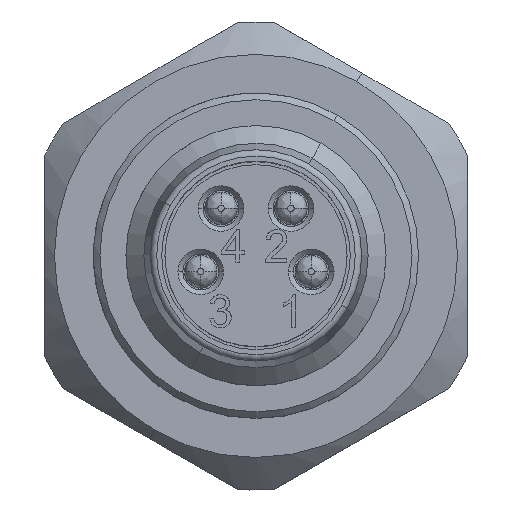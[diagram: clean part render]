
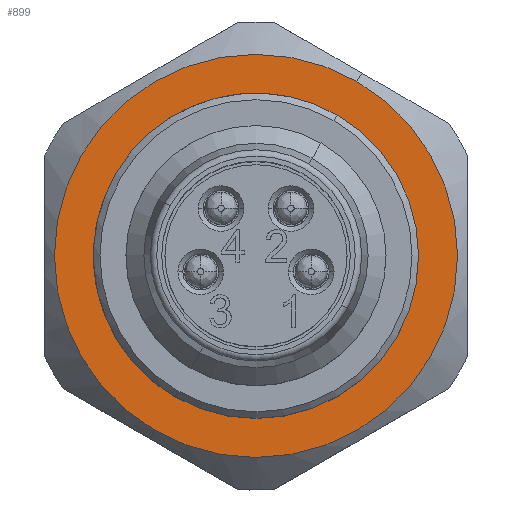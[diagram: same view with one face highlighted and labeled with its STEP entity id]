
A CAD part, top view. The second image highlights one B-rep face of the part: STEP entity #899.
In plain terms, the highlighted planar face has unit normal (0, 0, 1).
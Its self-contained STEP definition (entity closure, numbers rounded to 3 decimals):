
#760=AXIS2_PLACEMENT_3D('Circle Axis2P3D',#758,#759,$) ;
#790=AXIS2_PLACEMENT_3D('Circle Axis2P3D',#788,#789,$) ;
#875=AXIS2_PLACEMENT_3D('Plane Axis2P3D',#872,#873,#874) ;
#883=AXIS2_PLACEMENT_3D('Circle Axis2P3D',#881,#882,$) ;
#892=AXIS2_PLACEMENT_3D('Circle Axis2P3D',#890,#891,$) ;
#755=CARTESIAN_POINT('Vertex',(9.6,12.569,12.5)) ;
#758=CARTESIAN_POINT('Axis2P3D Location',(6.5,7.2,12.5)) ;
#762=CARTESIAN_POINT('Vertex',(3.4,1.831,12.5)) ;
#788=CARTESIAN_POINT('Axis2P3D Location',(6.5,7.2,12.5)) ;
#872=CARTESIAN_POINT('Axis2P3D Location',(9.3,12.05,12.5)) ;
#881=CARTESIAN_POINT('Axis2P3D Location',(6.5,7.2,12.5)) ;
#885=CARTESIAN_POINT('Vertex',(4.,2.87,12.5)) ;
#887=CARTESIAN_POINT('Vertex',(9.,11.53,12.5)) ;
#890=CARTESIAN_POINT('Axis2P3D Location',(6.5,7.2,12.5)) ;
#759=DIRECTION('Axis2P3D Direction',(0.,0.,-1.)) ;
#789=DIRECTION('Axis2P3D Direction',(0.,0.,-1.)) ;
#873=DIRECTION('Axis2P3D Direction',(0.,0.,1.)) ;
#874=DIRECTION('Axis2P3D XDirection',(-0.866,0.5,0.)) ;
#882=DIRECTION('Axis2P3D Direction',(0.,0.,1.)) ;
#891=DIRECTION('Axis2P3D Direction',(0.,0.,1.)) ;
#878=ORIENTED_EDGE('',*,*,#792,.T.) ;
#879=ORIENTED_EDGE('',*,*,#764,.T.) ;
#896=ORIENTED_EDGE('',*,*,#889,.F.) ;
#897=ORIENTED_EDGE('',*,*,#894,.F.) ;
#898=FACE_BOUND('',#895,.T.) ;
#899=ADVANCED_FACE('V2',(#880,#898),#876,.T.) ;
#761=CIRCLE('generated circle',#760,6.2) ;
#791=CIRCLE('generated circle',#790,6.2) ;
#884=CIRCLE('generated circle',#883,5.) ;
#893=CIRCLE('generated circle',#892,5.) ;
#764=EDGE_CURVE('',#763,#756,#761,.F.) ;
#792=EDGE_CURVE('',#756,#763,#791,.F.) ;
#889=EDGE_CURVE('',#886,#888,#884,.T.) ;
#894=EDGE_CURVE('',#888,#886,#893,.T.) ;
#877=EDGE_LOOP('',(#878,#879)) ;
#895=EDGE_LOOP('',(#896,#897)) ;
#880=FACE_OUTER_BOUND('',#877,.T.) ;
#876=PLANE('',#875) ;
#756=VERTEX_POINT('',#755) ;
#763=VERTEX_POINT('',#762) ;
#886=VERTEX_POINT('',#885) ;
#888=VERTEX_POINT('',#887) ;
